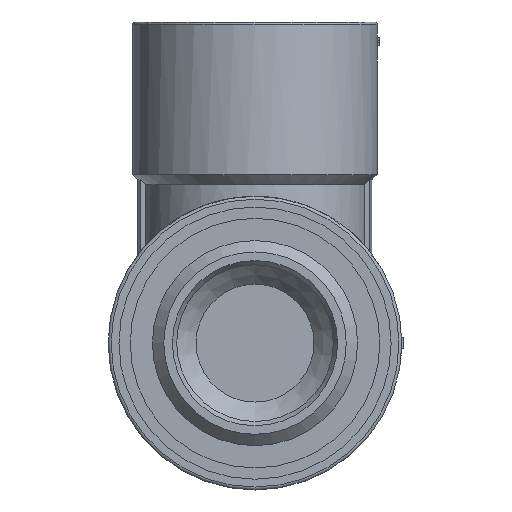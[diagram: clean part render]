
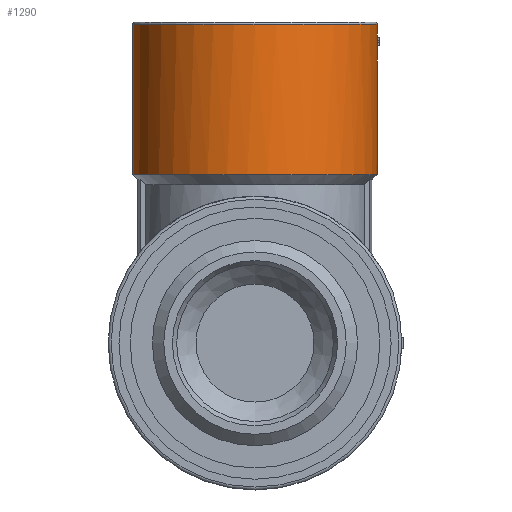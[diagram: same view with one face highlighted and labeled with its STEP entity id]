
A CAD part, front view. The second image highlights one B-rep face of the part: STEP entity #1290.
In plain terms, the highlighted cylindrical face has radius 12.5 mm (diameter 25 mm), a full revolution.
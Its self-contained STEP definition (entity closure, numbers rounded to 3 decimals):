
#119=LINE('',#2255,#197);
#120=LINE('',#2265,#198);
#121=LINE('',#2269,#199);
#122=LINE('',#2273,#200);
#197=VECTOR('',#1744,1000.);
#198=VECTOR('',#1753,1000.);
#199=VECTOR('',#1756,1000.);
#200=VECTOR('',#1759,1000.);
#245=ELLIPSE('',#1448,14.909,12.5);
#246=ELLIPSE('',#1450,14.909,12.5);
#467=ORIENTED_EDGE('',*,*,#652,.F.);
#468=ORIENTED_EDGE('',*,*,#734,.T.);
#469=ORIENTED_EDGE('',*,*,#735,.T.);
#470=ORIENTED_EDGE('',*,*,#736,.T.);
#471=ORIENTED_EDGE('',*,*,#737,.T.);
#472=ORIENTED_EDGE('',*,*,#738,.T.);
#473=ORIENTED_EDGE('',*,*,#739,.T.);
#474=ORIENTED_EDGE('',*,*,#740,.T.);
#475=ORIENTED_EDGE('',*,*,#741,.T.);
#476=ORIENTED_EDGE('',*,*,#742,.T.);
#477=ORIENTED_EDGE('',*,*,#743,.T.);
#478=ORIENTED_EDGE('',*,*,#744,.T.);
#479=ORIENTED_EDGE('',*,*,#733,.T.);
#652=EDGE_CURVE('',#823,#823,#934,.T.);
#733=EDGE_CURVE('',#882,#882,#975,.T.);
#734=EDGE_CURVE('',#883,#884,#976,.T.);
#735=EDGE_CURVE('',#884,#885,#119,.T.);
#736=EDGE_CURVE('',#885,#886,#977,.T.);
#737=EDGE_CURVE('',#886,#887,#245,.T.);
#738=EDGE_CURVE('',#887,#888,#978,.T.);
#739=EDGE_CURVE('',#888,#889,#246,.T.);
#740=EDGE_CURVE('',#889,#890,#120,.T.);
#741=EDGE_CURVE('',#890,#891,#979,.T.);
#742=EDGE_CURVE('',#891,#892,#121,.T.);
#743=EDGE_CURVE('',#892,#893,#980,.T.);
#744=EDGE_CURVE('',#893,#883,#122,.F.);
#823=VERTEX_POINT('',#2012);
#882=VERTEX_POINT('',#2250);
#883=VERTEX_POINT('',#2253);
#884=VERTEX_POINT('',#2254);
#885=VERTEX_POINT('',#2256);
#886=VERTEX_POINT('',#2258);
#887=VERTEX_POINT('',#2260);
#888=VERTEX_POINT('',#2262);
#889=VERTEX_POINT('',#2264);
#890=VERTEX_POINT('',#2266);
#891=VERTEX_POINT('',#2268);
#892=VERTEX_POINT('',#2270);
#893=VERTEX_POINT('',#2272);
#934=CIRCLE('',#1361,12.5);
#975=CIRCLE('',#1444,12.5);
#976=CIRCLE('',#1446,12.5);
#977=CIRCLE('',#1447,12.5);
#978=CIRCLE('',#1449,12.5);
#979=CIRCLE('',#1451,12.5);
#980=CIRCLE('',#1452,12.5);
#1060=EDGE_LOOP('',(#467));
#1061=EDGE_LOOP('',(#468,#469,#470,#471,#472,#473,#474,#475,#476,#477,#478));
#1062=EDGE_LOOP('',(#479));
#1178=FACE_BOUND('',#1060,.T.);
#1179=FACE_BOUND('',#1061,.T.);
#1180=FACE_BOUND('',#1062,.T.);
#1236=CYLINDRICAL_SURFACE('',#1445,12.5);
#1290=ADVANCED_FACE('',(#1178,#1179,#1180),#1236,.T.);
#1361=AXIS2_PLACEMENT_3D('',#2011,#1546,#1547);
#1444=AXIS2_PLACEMENT_3D('',#2249,#1738,#1739);
#1445=AXIS2_PLACEMENT_3D('',#2251,#1740,#1741);
#1446=AXIS2_PLACEMENT_3D('',#2252,#1742,#1743);
#1447=AXIS2_PLACEMENT_3D('',#2257,#1745,#1746);
#1448=AXIS2_PLACEMENT_3D('',#2259,#1747,#1748);
#1449=AXIS2_PLACEMENT_3D('',#2261,#1749,#1750);
#1450=AXIS2_PLACEMENT_3D('',#2263,#1751,#1752);
#1451=AXIS2_PLACEMENT_3D('',#2267,#1754,#1755);
#1452=AXIS2_PLACEMENT_3D('',#2271,#1757,#1758);
#1546=DIRECTION('',(0.,0.,-1.));
#1547=DIRECTION('',(-1.,0.,0.));
#1738=DIRECTION('',(0.,0.,-1.));
#1739=DIRECTION('',(-1.,0.,0.));
#1740=DIRECTION('',(0.,0.,-1.));
#1741=DIRECTION('',(-1.,0.,0.));
#1742=DIRECTION('',(0.,0.,1.));
#1743=DIRECTION('',(1.,0.,0.));
#1744=DIRECTION('',(0.,0.,-1.));
#1745=DIRECTION('',(0.,0.,1.));
#1746=DIRECTION('',(1.,0.,0.));
#1747=DIRECTION('',(0.,-0.545,-0.838));
#1748=DIRECTION('',(0.,0.838,-0.545));
#1749=DIRECTION('',(0.,0.,1.));
#1750=DIRECTION('',(1.,0.,0.));
#1751=DIRECTION('',(0.,0.545,0.838));
#1752=DIRECTION('',(0.,0.838,-0.545));
#1753=DIRECTION('',(0.,0.,-1.));
#1754=DIRECTION('',(0.,0.,-1.));
#1755=DIRECTION('',(-1.,0.,0.));
#1756=DIRECTION('',(0.,0.,-1.));
#1757=DIRECTION('',(0.,0.,-1.));
#1758=DIRECTION('',(-1.,0.,0.));
#1759=DIRECTION('',(0.,0.,-1.));
#2011=CARTESIAN_POINT('',(0.,17.65,17.2));
#2012=CARTESIAN_POINT('',(-12.5,17.65,17.2));
#2249=CARTESIAN_POINT('',(0.,17.65,32.55));
#2250=CARTESIAN_POINT('',(-12.5,17.65,32.55));
#2251=CARTESIAN_POINT('',(0.,17.65,0.));
#2252=CARTESIAN_POINT('',(0.,17.65,31.18));
#2253=CARTESIAN_POINT('',(12.471,16.8,31.18));
#2254=CARTESIAN_POINT('',(12.486,17.066,31.18));
#2255=CARTESIAN_POINT('',(12.486,17.066,0.));
#2256=CARTESIAN_POINT('',(12.486,17.066,30.933));
#2257=CARTESIAN_POINT('',(0.,17.65,30.933));
#2258=CARTESIAN_POINT('',(12.482,18.32,30.933));
#2259=CARTESIAN_POINT('',(0.,17.65,31.369));
#2260=CARTESIAN_POINT('',(12.497,17.94,31.18));
#2261=CARTESIAN_POINT('',(0.,17.65,31.18));
#2262=CARTESIAN_POINT('',(12.482,18.32,31.18));
#2263=CARTESIAN_POINT('',(0.,17.65,31.616));
#2264=CARTESIAN_POINT('',(12.456,18.7,30.933));
#2265=CARTESIAN_POINT('',(12.456,18.7,0.));
#2266=CARTESIAN_POINT('',(12.456,18.7,30.667));
#2267=CARTESIAN_POINT('',(0.,17.65,30.667));
#2268=CARTESIAN_POINT('',(12.486,17.066,30.667));
#2269=CARTESIAN_POINT('',(12.486,17.066,0.));
#2270=CARTESIAN_POINT('',(12.486,17.066,30.42));
#2271=CARTESIAN_POINT('',(0.,17.65,30.42));
#2272=CARTESIAN_POINT('',(12.471,16.8,30.42));
#2273=CARTESIAN_POINT('',(12.471,16.8,0.));
